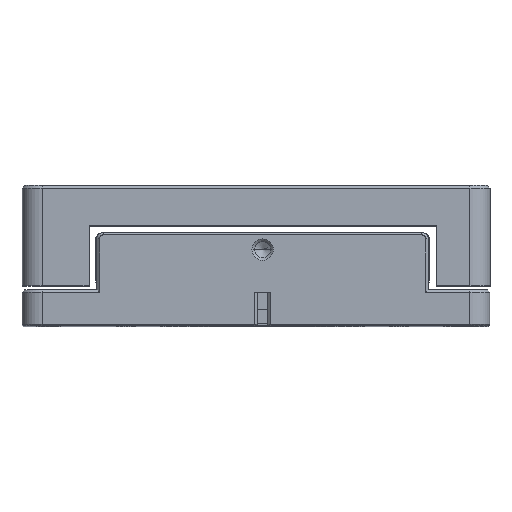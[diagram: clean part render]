
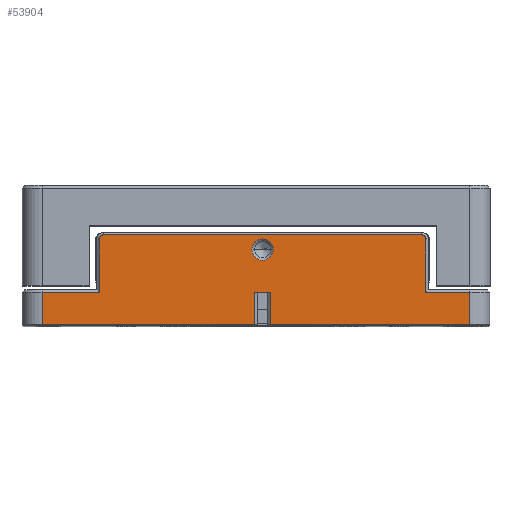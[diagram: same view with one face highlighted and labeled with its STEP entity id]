
A CAD part, top view. The second image highlights one B-rep face of the part: STEP entity #53904.
In plain terms, the highlighted planar face has unit normal (0, 0, 1).
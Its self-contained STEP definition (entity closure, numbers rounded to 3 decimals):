
#67 = CIRCLE ( 'NONE', #10746, 0.3 ) ;
#254 = VERTEX_POINT ( 'NONE', #29151 ) ;
#396 = AXIS2_PLACEMENT_3D ( 'NONE', #62553, #47159, #1678 ) ;
#490 = CARTESIAN_POINT ( 'NONE',  ( -11.7, 7., 17.5 ) ) ;
#551 = EDGE_CURVE ( 'NONE', #36294, #4149, #50343, .T. ) ;
#1145 = VECTOR ( 'NONE', #60694, 1000. ) ;
#1311 = CARTESIAN_POINT ( 'NONE',  ( -0.1, 0.1, 17.5 ) ) ;
#1678 = DIRECTION ( 'NONE',  ( -1., 0., 0. ) ) ;
#1956 = DIRECTION ( 'NONE',  ( -1., 0., 0. ) ) ;
#2511 = CIRCLE ( 'NONE', #396, 0.8 ) ;
#3651 = ORIENTED_EDGE ( 'NONE', *, *, #25172, .T. ) ;
#4064 = ORIENTED_EDGE ( 'NONE', *, *, #29808, .T. ) ;
#4149 = VERTEX_POINT ( 'NONE', #60213 ) ;
#5470 = CARTESIAN_POINT ( 'NONE',  ( -17.5, 7., 17.5 ) ) ;
#6118 = DIRECTION ( 'NONE',  ( 0., -1., 0. ) ) ;
#6632 = DIRECTION ( 'NONE',  ( 0., 0., 1. ) ) ;
#7084 = EDGE_LOOP ( 'NONE', ( #52477, #15686, #63597, #46104, #59500, #52827, #10921, #31121, #58307, #60059, #51572, #4064, #12228, #47547 ) ) ;
#8248 = VECTOR ( 'NONE', #16107, 1000. ) ;
#9270 = VECTOR ( 'NONE', #40566, 1000. ) ;
#10395 = EDGE_CURVE ( 'NONE', #4149, #16568, #33754, .T. ) ;
#10435 = EDGE_CURVE ( 'NONE', #14985, #20940, #42779, .T. ) ;
#10746 = AXIS2_PLACEMENT_3D ( 'NONE', #52800, #6632, #1956 ) ;
#10921 = ORIENTED_EDGE ( 'NONE', *, *, #10435, .T. ) ;
#11458 = CARTESIAN_POINT ( 'NONE',  ( -0.1, 2.5, 17.5 ) ) ;
#12228 = ORIENTED_EDGE ( 'NONE', *, *, #56610, .T. ) ;
#12451 = CARTESIAN_POINT ( 'NONE',  ( 0.5, 5.7, 17.5 ) ) ;
#12476 = LINE ( 'NONE', #22876, #34768 ) ;
#12549 = LINE ( 'NONE', #13557, #39497 ) ;
#12687 = DIRECTION ( 'NONE',  ( 0., 1., 0. ) ) ;
#13282 = CARTESIAN_POINT ( 'NONE',  ( -0.3, 5.7, 17.5 ) ) ;
#13557 = CARTESIAN_POINT ( 'NONE',  ( -17.5, 0.1, 17.5 ) ) ;
#14985 = VERTEX_POINT ( 'NONE', #33698 ) ;
#15686 = ORIENTED_EDGE ( 'NONE', *, *, #45483, .T. ) ;
#16107 = DIRECTION ( 'NONE',  ( 1., 0., 0. ) ) ;
#16568 = VERTEX_POINT ( 'NONE', #21167 ) ;
#17498 = CIRCLE ( 'NONE', #36665, 0.8 ) ;
#17511 = DIRECTION ( 'NONE',  ( 0., 0., -1. ) ) ;
#17584 = LINE ( 'NONE', #41980, #45536 ) ;
#17668 = VECTOR ( 'NONE', #62972, 1000. ) ;
#17743 = DIRECTION ( 'NONE',  ( -1., 0., 0. ) ) ;
#18914 = PLANE ( 'NONE',  #33606 ) ;
#20235 = LINE ( 'NONE', #11458, #9270 ) ;
#20421 = EDGE_CURVE ( 'NONE', #20940, #49472, #38098, .T. ) ;
#20940 = VERTEX_POINT ( 'NONE', #30559 ) ;
#21167 = CARTESIAN_POINT ( 'NONE',  ( 12.7, 6.5, 17.5 ) ) ;
#22876 = CARTESIAN_POINT ( 'NONE',  ( 16., 7., 17.5 ) ) ;
#22946 = DIRECTION ( 'NONE',  ( 1., 0., 0. ) ) ;
#23728 = CARTESIAN_POINT ( 'NONE',  ( -11.4, 6.8, 17.5 ) ) ;
#23924 = FACE_BOUND ( 'NONE', #62037, .T. ) ;
#23948 = CARTESIAN_POINT ( 'NONE',  ( -17.5, 2.5, 17.5 ) ) ;
#24055 = VECTOR ( 'NONE', #17743, 1000. ) ;
#24308 = VERTEX_POINT ( 'NONE', #13282 ) ;
#24554 = DIRECTION ( 'NONE',  ( 0., -1., 0. ) ) ;
#25172 = EDGE_CURVE ( 'NONE', #50716, #24308, #17498, .T. ) ;
#26052 = DIRECTION ( 'NONE',  ( 0., 0., 1. ) ) ;
#29151 = CARTESIAN_POINT ( 'NONE',  ( -11.7, 2.5, 17.5 ) ) ;
#29218 = LINE ( 'NONE', #49565, #52208 ) ;
#29240 = VERTEX_POINT ( 'NONE', #51055 ) ;
#29291 = EDGE_CURVE ( 'NONE', #254, #60847, #17584, .T. ) ;
#29305 = VECTOR ( 'NONE', #45375, 1000. ) ;
#29794 = CARTESIAN_POINT ( 'NONE',  ( -16., 0.1, 17.5 ) ) ;
#29808 = EDGE_CURVE ( 'NONE', #33841, #64232, #58183, .T. ) ;
#29818 = CARTESIAN_POINT ( 'NONE',  ( -16., 2.5, 17.5 ) ) ;
#30559 = CARTESIAN_POINT ( 'NONE',  ( -11.4, 6.8, 17.5 ) ) ;
#30721 = CARTESIAN_POINT ( 'NONE',  ( 16., 2.5, 17.5 ) ) ;
#31121 = ORIENTED_EDGE ( 'NONE', *, *, #20421, .T. ) ;
#31143 = CARTESIAN_POINT ( 'NONE',  ( -17.5, 0.1, 17.5 ) ) ;
#32615 = DIRECTION ( 'NONE',  ( -1., 0., 0. ) ) ;
#32688 = CARTESIAN_POINT ( 'NONE',  ( 16., 0.1, 17.5 ) ) ;
#33606 = AXIS2_PLACEMENT_3D ( 'NONE', #5470, #61657, #50650 ) ;
#33698 = CARTESIAN_POINT ( 'NONE',  ( 12.4, 6.8, 17.5 ) ) ;
#33754 = LINE ( 'NONE', #43775, #60367 ) ;
#33841 = VERTEX_POINT ( 'NONE', #29794 ) ;
#34046 = EDGE_CURVE ( 'NONE', #43702, #36294, #12476, .T. ) ;
#34768 = VECTOR ( 'NONE', #36912, 1000. ) ;
#36294 = VERTEX_POINT ( 'NONE', #30721 ) ;
#36665 = AXIS2_PLACEMENT_3D ( 'NONE', #12451, #17511, #38203 ) ;
#36912 = DIRECTION ( 'NONE',  ( 0., 1., 0. ) ) ;
#37042 = VERTEX_POINT ( 'NONE', #42202 ) ;
#38098 = CIRCLE ( 'NONE', #54172, 0.3 ) ;
#38203 = DIRECTION ( 'NONE',  ( -1., 0., 0. ) ) ;
#39360 = LINE ( 'NONE', #59778, #29305 ) ;
#39497 = VECTOR ( 'NONE', #22946, 1000. ) ;
#40277 = EDGE_CURVE ( 'NONE', #49472, #254, #61672, .T. ) ;
#40566 = DIRECTION ( 'NONE',  ( 0., 1., 0. ) ) ;
#41980 = CARTESIAN_POINT ( 'NONE',  ( -16., 2.5, 17.5 ) ) ;
#42027 = CARTESIAN_POINT ( 'NONE',  ( -11.4, 6.5, 17.5 ) ) ;
#42202 = CARTESIAN_POINT ( 'NONE',  ( 1.1, 2.5, 17.5 ) ) ;
#42640 = ORIENTED_EDGE ( 'NONE', *, *, #54341, .T. ) ;
#42643 = EDGE_CURVE ( 'NONE', #60847, #33841, #42899, .T. ) ;
#42779 = LINE ( 'NONE', #23728, #24055 ) ;
#42899 = LINE ( 'NONE', #57956, #49908 ) ;
#43702 = VERTEX_POINT ( 'NONE', #32688 ) ;
#43775 = CARTESIAN_POINT ( 'NONE',  ( 12.7, 7., 17.5 ) ) ;
#44285 = FACE_OUTER_BOUND ( 'NONE', #7084, .T. ) ;
#45375 = DIRECTION ( 'NONE',  ( 1., 0., 0. ) ) ;
#45483 = EDGE_CURVE ( 'NONE', #29240, #43702, #12549, .T. ) ;
#45536 = VECTOR ( 'NONE', #32615, 1000. ) ;
#45878 = VERTEX_POINT ( 'NONE', #54249 ) ;
#46104 = ORIENTED_EDGE ( 'NONE', *, *, #551, .T. ) ;
#47159 = DIRECTION ( 'NONE',  ( 0., 0., -1. ) ) ;
#47547 = ORIENTED_EDGE ( 'NONE', *, *, #53553, .T. ) ;
#48761 = EDGE_CURVE ( 'NONE', #37042, #29240, #29218, .T. ) ;
#49472 = VERTEX_POINT ( 'NONE', #57965 ) ;
#49565 = CARTESIAN_POINT ( 'NONE',  ( 1.1, 7., 17.5 ) ) ;
#49899 = EDGE_CURVE ( 'NONE', #16568, #14985, #67, .T. ) ;
#49908 = VECTOR ( 'NONE', #6118, 1000. ) ;
#50314 = CARTESIAN_POINT ( 'NONE',  ( 1.3, 5.7, 17.5 ) ) ;
#50343 = LINE ( 'NONE', #23948, #1145 ) ;
#50650 = DIRECTION ( 'NONE',  ( -1., 0., 0. ) ) ;
#50716 = VERTEX_POINT ( 'NONE', #50314 ) ;
#51055 = CARTESIAN_POINT ( 'NONE',  ( 1.1, 0.1, 17.5 ) ) ;
#51572 = ORIENTED_EDGE ( 'NONE', *, *, #42643, .T. ) ;
#52050 = DIRECTION ( 'NONE',  ( -1., 0., 0. ) ) ;
#52208 = VECTOR ( 'NONE', #24554, 1000. ) ;
#52477 = ORIENTED_EDGE ( 'NONE', *, *, #48761, .T. ) ;
#52800 = CARTESIAN_POINT ( 'NONE',  ( 12.4, 6.5, 17.5 ) ) ;
#52827 = ORIENTED_EDGE ( 'NONE', *, *, #49899, .T. ) ;
#53553 = EDGE_CURVE ( 'NONE', #45878, #37042, #39360, .T. ) ;
#53904 = ADVANCED_FACE ( 'NONE', ( #23924, #44285 ), #18914, .F. ) ;
#54172 = AXIS2_PLACEMENT_3D ( 'NONE', #42027, #26052, #52050 ) ;
#54249 = CARTESIAN_POINT ( 'NONE',  ( -0.1, 2.5, 17.5 ) ) ;
#54341 = EDGE_CURVE ( 'NONE', #24308, #50716, #2511, .T. ) ;
#56610 = EDGE_CURVE ( 'NONE', #64232, #45878, #20235, .T. ) ;
#57956 = CARTESIAN_POINT ( 'NONE',  ( -16., 7., 17.5 ) ) ;
#57965 = CARTESIAN_POINT ( 'NONE',  ( -11.7, 6.5, 17.5 ) ) ;
#58183 = LINE ( 'NONE', #31143, #8248 ) ;
#58307 = ORIENTED_EDGE ( 'NONE', *, *, #40277, .T. ) ;
#59500 = ORIENTED_EDGE ( 'NONE', *, *, #10395, .T. ) ;
#59778 = CARTESIAN_POINT ( 'NONE',  ( 0.1, 2.5, 17.5 ) ) ;
#60059 = ORIENTED_EDGE ( 'NONE', *, *, #29291, .T. ) ;
#60213 = CARTESIAN_POINT ( 'NONE',  ( 12.7, 2.5, 17.5 ) ) ;
#60367 = VECTOR ( 'NONE', #12687, 1000. ) ;
#60694 = DIRECTION ( 'NONE',  ( -1., 0., 0. ) ) ;
#60847 = VERTEX_POINT ( 'NONE', #29818 ) ;
#61657 = DIRECTION ( 'NONE',  ( 0., 0., -1. ) ) ;
#61672 = LINE ( 'NONE', #490, #17668 ) ;
#62037 = EDGE_LOOP ( 'NONE', ( #3651, #42640 ) ) ;
#62553 = CARTESIAN_POINT ( 'NONE',  ( 0.5, 5.7, 17.5 ) ) ;
#62972 = DIRECTION ( 'NONE',  ( 0., -1., 0. ) ) ;
#63597 = ORIENTED_EDGE ( 'NONE', *, *, #34046, .T. ) ;
#64232 = VERTEX_POINT ( 'NONE', #1311 ) ;
